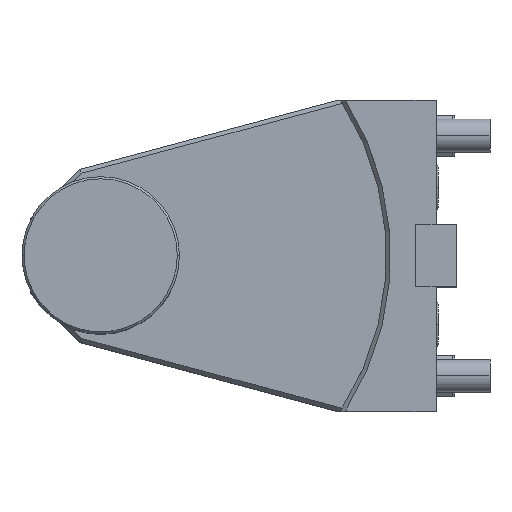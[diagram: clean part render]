
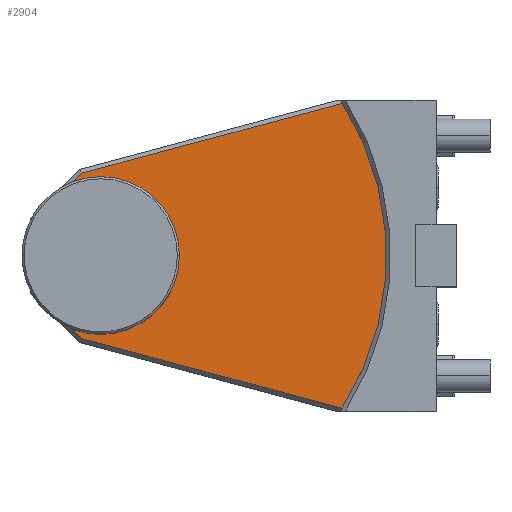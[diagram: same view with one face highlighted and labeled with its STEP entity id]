
A CAD part, top view. The second image highlights one B-rep face of the part: STEP entity #2904.
In plain terms, the highlighted planar face has unit normal (0, 0, 1).
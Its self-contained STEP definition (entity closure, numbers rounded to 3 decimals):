
#588=DIRECTION('',(0.966,0.259,0.));
#589=VECTOR('',#588,65.209);
#590=CARTESIAN_POINT('',(-85.637,19.949,21.));
#591=LINE('',#590,#589);
#592=CARTESIAN_POINT('',(-81.,0.,21.));
#593=DIRECTION('',(0.,0.,1.));
#594=DIRECTION('',(0.846,-0.534,0.));
#595=AXIS2_PLACEMENT_3D('',#592,#593,#594);
#597=DIRECTION('',(-0.966,0.259,0.));
#598=VECTOR('',#597,65.209);
#599=CARTESIAN_POINT('',(-22.649,-36.827,21.));
#600=LINE('',#599,#598);
#601=DIRECTION('',(-0.707,0.707,0.));
#602=VECTOR('',#601,16.07);
#603=CARTESIAN_POINT('',(-85.637,-19.949,21.));
#604=LINE('',#603,#602);
#605=DIRECTION('',(0.,1.,0.));
#606=VECTOR('',#605,17.172);
#607=CARTESIAN_POINT('',(-97.,-8.586,21.));
#608=LINE('',#607,#606);
#609=DIRECTION('',(0.707,0.707,0.));
#610=VECTOR('',#609,16.07);
#611=CARTESIAN_POINT('',(-97.,8.586,21.));
#612=LINE('',#611,#610);
#613=CARTESIAN_POINT('',(-81.,0.,21.));
#614=DIRECTION('',(0.,0.,1.));
#615=DIRECTION('',(0.,1.,0.));
#616=AXIS2_PLACEMENT_3D('',#613,#614,#615);
#618=CARTESIAN_POINT('',(-81.,0.,21.));
#619=DIRECTION('',(0.,0.,1.));
#620=DIRECTION('',(0.,-1.,0.));
#621=AXIS2_PLACEMENT_3D('',#618,#619,#620);
#1840=CARTESIAN_POINT('',(-85.637,19.949,21.));
#1841=CARTESIAN_POINT('',(-22.649,36.827,21.));
#1842=VERTEX_POINT('',#1840);
#1843=VERTEX_POINT('',#1841);
#1850=CARTESIAN_POINT('',(-97.,8.586,21.));
#1851=VERTEX_POINT('',#1850);
#1854=CARTESIAN_POINT('',(-97.,-8.586,21.));
#1855=VERTEX_POINT('',#1854);
#1856=CARTESIAN_POINT('',(-85.637,-19.949,21.));
#1857=VERTEX_POINT('',#1856);
#1862=CARTESIAN_POINT('',(-22.649,-36.827,21.));
#1863=VERTEX_POINT('',#1862);
#2091=CARTESIAN_POINT('',(-81.,9.45,21.));
#2092=CARTESIAN_POINT('',(-81.,-9.45,21.));
#2093=VERTEX_POINT('',#2091);
#2094=VERTEX_POINT('',#2092);
#2880=CARTESIAN_POINT('',(0.,0.,21.));
#2881=DIRECTION('',(0.,0.,1.));
#2882=DIRECTION('',(0.,1.,0.));
#2883=AXIS2_PLACEMENT_3D('',#2880,#2881,#2882);
#2884=PLANE('',#2883);
#2886=ORIENTED_EDGE('',*,*,#2885,.T.);
#2888=ORIENTED_EDGE('',*,*,#2887,.F.);
#2890=ORIENTED_EDGE('',*,*,#2889,.T.);
#2891=ORIENTED_EDGE('',*,*,#2870,.T.);
#2893=ORIENTED_EDGE('',*,*,#2892,.T.);
#2895=ORIENTED_EDGE('',*,*,#2894,.T.);
#2896=EDGE_LOOP('',(#2886,#2888,#2890,#2891,#2893,#2895));
#2897=FACE_OUTER_BOUND('',#2896,.F.);
#2899=ORIENTED_EDGE('',*,*,#2898,.T.);
#2901=ORIENTED_EDGE('',*,*,#2900,.T.);
#2902=EDGE_LOOP('',(#2899,#2901));
#2903=FACE_BOUND('',#2902,.F.);
#2904=ADVANCED_FACE('',(#2897,#2903),#2884,.T.);
#596=CIRCLE('',#595,69.);
#617=CIRCLE('',#616,9.45);
#622=CIRCLE('',#621,9.45);
#2870=EDGE_CURVE('',#1857,#1855,#604,.T.);
#2885=EDGE_CURVE('',#1842,#1843,#591,.T.);
#2887=EDGE_CURVE('',#1863,#1843,#596,.T.);
#2889=EDGE_CURVE('',#1863,#1857,#600,.T.);
#2892=EDGE_CURVE('',#1855,#1851,#608,.T.);
#2894=EDGE_CURVE('',#1851,#1842,#612,.T.);
#2898=EDGE_CURVE('',#2093,#2094,#617,.T.);
#2900=EDGE_CURVE('',#2094,#2093,#622,.T.);
